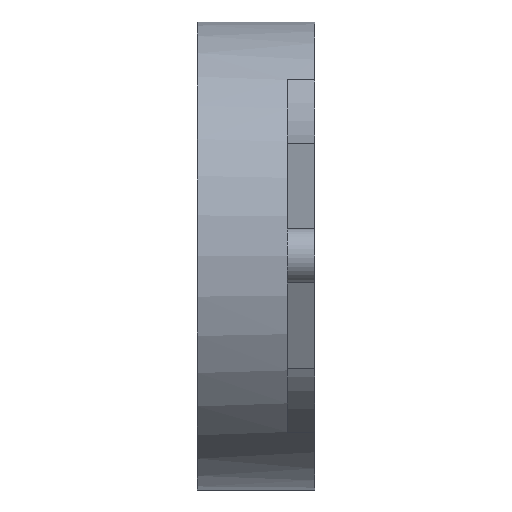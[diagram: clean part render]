
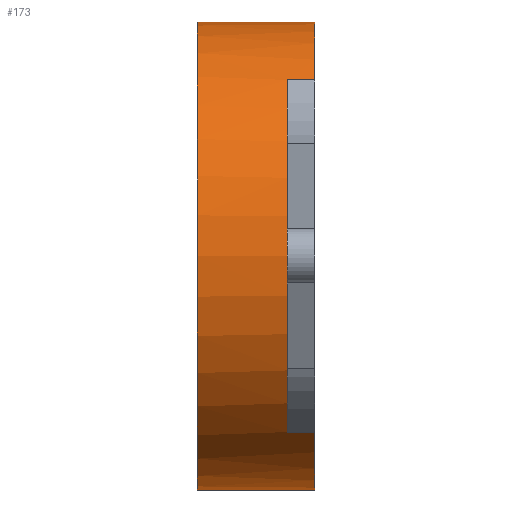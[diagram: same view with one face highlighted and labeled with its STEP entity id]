
A CAD part, left-side view. The second image highlights one B-rep face of the part: STEP entity #173.
In plain terms, the highlighted cylindrical face has radius 26 mm (diameter 52 mm), a partial arc.
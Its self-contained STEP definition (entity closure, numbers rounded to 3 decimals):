
#27 = DIRECTION ( 'NONE',  ( 0., 1., 0. ) ) ;
#35 = VERTEX_POINT ( 'NONE', #669 ) ;
#43 = AXIS2_PLACEMENT_3D ( 'NONE', #261, #27, #723 ) ;
#78 = EDGE_CURVE ( 'NONE', #1506, #1184, #1393, .T. ) ;
#79 = CARTESIAN_POINT ( 'NONE',  ( -17.127, -10., -19.562 ) ) ;
#173 = ADVANCED_FACE ( 'NONE', ( #581 ), #1306, .T. ) ;
#188 = LINE ( 'NONE', #778, #575 ) ;
#261 = CARTESIAN_POINT ( 'NONE',  ( 0., -13., 0. ) ) ;
#293 = LINE ( 'NONE', #79, #1378 ) ;
#311 = CARTESIAN_POINT ( 'NONE',  ( 0., -13., -26. ) ) ;
#341 = DIRECTION ( 'NONE',  ( 0., 0., -1. ) ) ;
#342 = ORIENTED_EDGE ( 'NONE', *, *, #571, .T. ) ;
#349 = EDGE_CURVE ( 'NONE', #704, #1506, #561, .T. ) ;
#354 = CIRCLE ( 'NONE', #475, 26. ) ;
#387 = ORIENTED_EDGE ( 'NONE', *, *, #539, .F. ) ;
#396 = DIRECTION ( 'NONE',  ( 0., 0., -1. ) ) ;
#406 = ORIENTED_EDGE ( 'NONE', *, *, #522, .T. ) ;
#419 = DIRECTION ( 'NONE',  ( 0., 1., 0. ) ) ;
#428 = CARTESIAN_POINT ( 'NONE',  ( -17.127, -13., 19.562 ) ) ;
#473 = EDGE_LOOP ( 'NONE', ( #1260, #387, #822, #1496, #974, #828, #342, #406 ) ) ;
#475 = AXIS2_PLACEMENT_3D ( 'NONE', #1076, #662, #396 ) ;
#498 = AXIS2_PLACEMENT_3D ( 'NONE', #1046, #1251, #1275 ) ;
#522 = EDGE_CURVE ( 'NONE', #790, #1110, #725, .T. ) ;
#539 = EDGE_CURVE ( 'NONE', #35, #1337, #354, .T. ) ;
#558 = DIRECTION ( 'NONE',  ( 0., -1., 0. ) ) ;
#561 = CIRCLE ( 'NONE', #1421, 26. ) ;
#571 = EDGE_CURVE ( 'NONE', #1456, #790, #188, .T. ) ;
#575 = VECTOR ( 'NONE', #419, 1000. ) ;
#581 = FACE_OUTER_BOUND ( 'NONE', #473, .T. ) ;
#662 = DIRECTION ( 'NONE',  ( 0., -1., 0. ) ) ;
#669 = CARTESIAN_POINT ( 'NONE',  ( -17.127, -13., -19.562 ) ) ;
#690 = EDGE_CURVE ( 'NONE', #1337, #1110, #699, .T. ) ;
#699 = LINE ( 'NONE', #311, #1338 ) ;
#701 = AXIS2_PLACEMENT_3D ( 'NONE', #845, #726, #1191 ) ;
#704 = VERTEX_POINT ( 'NONE', #901 ) ;
#719 = EDGE_CURVE ( 'NONE', #1456, #1184, #899, .T. ) ;
#723 = DIRECTION ( 'NONE',  ( 0., 0., 1. ) ) ;
#725 = CIRCLE ( 'NONE', #701, 26. ) ;
#726 = DIRECTION ( 'NONE',  ( 0., -1., 0. ) ) ;
#778 = CARTESIAN_POINT ( 'NONE',  ( 0., -13., 26. ) ) ;
#790 = VERTEX_POINT ( 'NONE', #1510 ) ;
#801 = CARTESIAN_POINT ( 'NONE',  ( 0., -10., 0. ) ) ;
#810 = CARTESIAN_POINT ( 'NONE',  ( -17.127, -10., 19.562 ) ) ;
#822 = ORIENTED_EDGE ( 'NONE', *, *, #1287, .F. ) ;
#828 = ORIENTED_EDGE ( 'NONE', *, *, #719, .F. ) ;
#845 = CARTESIAN_POINT ( 'NONE',  ( 0., 0., 0. ) ) ;
#898 = DIRECTION ( 'NONE',  ( 0., -1., 0. ) ) ;
#899 = CIRCLE ( 'NONE', #498, 26. ) ;
#901 = CARTESIAN_POINT ( 'NONE',  ( -17.127, -10., -19.562 ) ) ;
#974 = ORIENTED_EDGE ( 'NONE', *, *, #78, .T. ) ;
#1046 = CARTESIAN_POINT ( 'NONE',  ( 0., -13., 0. ) ) ;
#1076 = CARTESIAN_POINT ( 'NONE',  ( 0., -13., 0. ) ) ;
#1110 = VERTEX_POINT ( 'NONE', #1332 ) ;
#1184 = VERTEX_POINT ( 'NONE', #428 ) ;
#1191 = DIRECTION ( 'NONE',  ( 0., 0., -1. ) ) ;
#1251 = DIRECTION ( 'NONE',  ( 0., -1., 0. ) ) ;
#1260 = ORIENTED_EDGE ( 'NONE', *, *, #690, .F. ) ;
#1275 = DIRECTION ( 'NONE',  ( 0., 0., -1. ) ) ;
#1280 = DIRECTION ( 'NONE',  ( 0., 1., 0. ) ) ;
#1287 = EDGE_CURVE ( 'NONE', #704, #35, #293, .T. ) ;
#1306 = CYLINDRICAL_SURFACE ( 'NONE', #43, 26. ) ;
#1332 = CARTESIAN_POINT ( 'NONE',  ( 0., 0., -26. ) ) ;
#1337 = VERTEX_POINT ( 'NONE', #1507 ) ;
#1338 = VECTOR ( 'NONE', #1280, 1000. ) ;
#1350 = VECTOR ( 'NONE', #558, 1000. ) ;
#1363 = CARTESIAN_POINT ( 'NONE',  ( 0., -13., 26. ) ) ;
#1378 = VECTOR ( 'NONE', #898, 1000. ) ;
#1387 = DIRECTION ( 'NONE',  ( 0., 1., 0. ) ) ;
#1393 = LINE ( 'NONE', #810, #1350 ) ;
#1421 = AXIS2_PLACEMENT_3D ( 'NONE', #801, #1387, #341 ) ;
#1456 = VERTEX_POINT ( 'NONE', #1363 ) ;
#1496 = ORIENTED_EDGE ( 'NONE', *, *, #349, .T. ) ;
#1506 = VERTEX_POINT ( 'NONE', #1526 ) ;
#1507 = CARTESIAN_POINT ( 'NONE',  ( 0., -13., -26. ) ) ;
#1510 = CARTESIAN_POINT ( 'NONE',  ( 0., 0., 26. ) ) ;
#1526 = CARTESIAN_POINT ( 'NONE',  ( -17.127, -10., 19.562 ) ) ;
